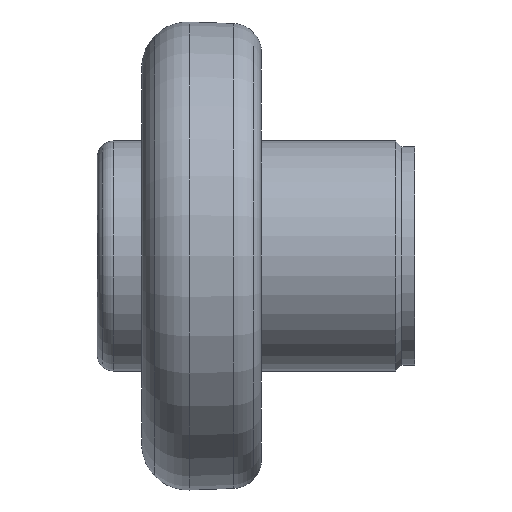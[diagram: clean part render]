
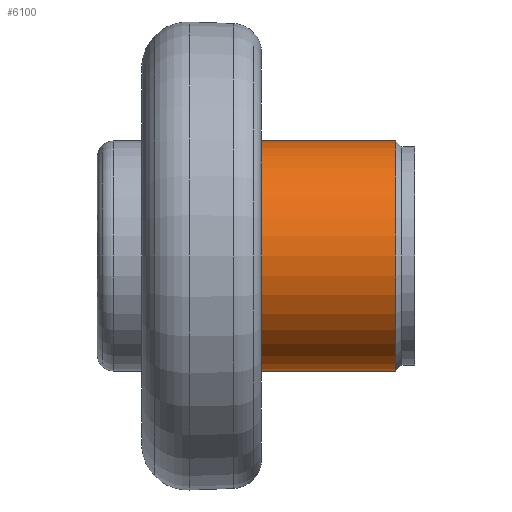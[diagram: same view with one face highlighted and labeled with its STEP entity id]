
A CAD part, left-side view. The second image highlights one B-rep face of the part: STEP entity #6100.
In plain terms, the highlighted cylindrical face has radius 3.625 mm (diameter 7.25 mm), a partial arc.
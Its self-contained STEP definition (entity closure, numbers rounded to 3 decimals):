
#2597=CARTESIAN_POINT('',(0.,0.85,0.));
#2598=DIRECTION('',(0.,1.,0.));
#2599=DIRECTION('',(0.,0.,-1.));
#2600=AXIS2_PLACEMENT_3D('',#2597,#2598,#2599);
#2617=DIRECTION('',(0.,-1.,0.));
#2618=VECTOR('',#2617,5.25);
#2619=CARTESIAN_POINT('',(0.,0.85,-3.625));
#2620=LINE('',#2619,#2618);
#2621=DIRECTION('',(0.,-1.,0.));
#2622=VECTOR('',#2621,5.25);
#2623=CARTESIAN_POINT('',(0.,0.85,3.625));
#2624=LINE('',#2623,#2622);
#2625=CARTESIAN_POINT('',(0.,-4.4,0.));
#2626=DIRECTION('',(0.,-1.,0.));
#2627=DIRECTION('',(0.,0.,1.));
#2628=AXIS2_PLACEMENT_3D('',#2625,#2626,#2627);
#3163=CARTESIAN_POINT('',(0.,-4.4,-3.625));
#3165=VERTEX_POINT('',#3163);
#3167=CARTESIAN_POINT('',(0.,-4.4,3.625));
#3169=VERTEX_POINT('',#3167);
#3170=CARTESIAN_POINT('',(0.,0.85,3.625));
#3171=VERTEX_POINT('',#3170);
#3172=CARTESIAN_POINT('',(0.,0.85,-3.625));
#3173=VERTEX_POINT('',#3172);
#6086=CARTESIAN_POINT('',(0.,-1.9,0.));
#6087=DIRECTION('',(0.,-1.,0.));
#6088=DIRECTION('',(0.,0.,-1.));
#6089=AXIS2_PLACEMENT_3D('',#6086,#6087,#6088);
#6090=CYLINDRICAL_SURFACE('',#6089,3.625);
#6092=ORIENTED_EDGE('',*,*,#6091,.T.);
#6094=ORIENTED_EDGE('',*,*,#6093,.F.);
#6095=ORIENTED_EDGE('',*,*,#6079,.T.);
#6097=ORIENTED_EDGE('',*,*,#6096,.T.);
#6098=EDGE_LOOP('',(#6092,#6094,#6095,#6097));
#6099=FACE_OUTER_BOUND('',#6098,.F.);
#6100=ADVANCED_FACE('',(#6099),#6090,.T.);
#2601=CIRCLE('',#2600,3.625);
#2629=CIRCLE('',#2628,3.625);
#6079=EDGE_CURVE('',#3173,#3171,#2601,.T.);
#6091=EDGE_CURVE('',#3169,#3165,#2629,.T.);
#6093=EDGE_CURVE('',#3173,#3165,#2620,.T.);
#6096=EDGE_CURVE('',#3171,#3169,#2624,.T.);
